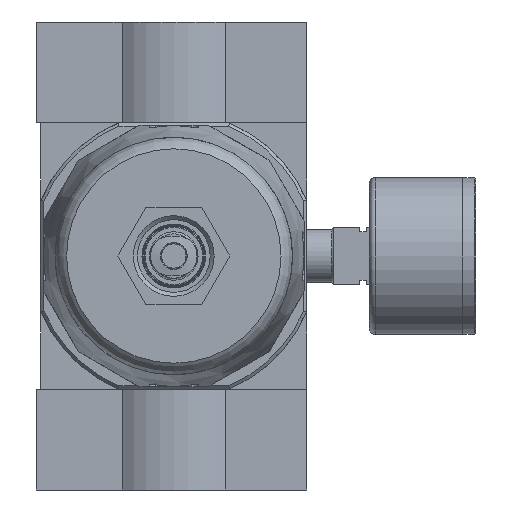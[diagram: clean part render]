
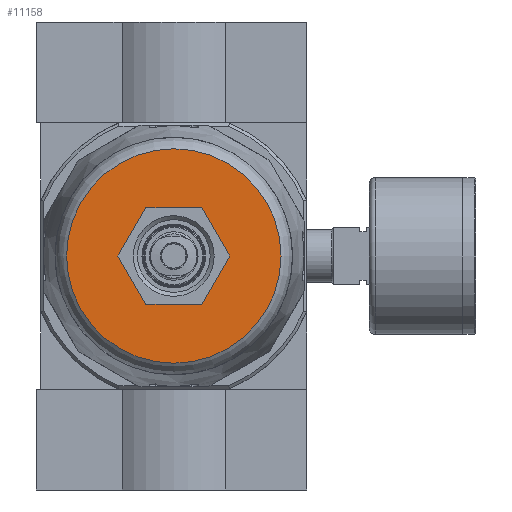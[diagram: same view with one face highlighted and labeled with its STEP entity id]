
A CAD part, front view. The second image highlights one B-rep face of the part: STEP entity #11158.
In plain terms, the highlighted planar face has unit normal (0, -1, 0).
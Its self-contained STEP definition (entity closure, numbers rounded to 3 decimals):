
#771=CIRCLE('',#11905,26.576);
#2447=ORIENTED_EDGE('',*,*,#3978,.T.);
#2448=ORIENTED_EDGE('',*,*,#4127,.T.);
#2449=ORIENTED_EDGE('',*,*,#4142,.T.);
#2450=ORIENTED_EDGE('',*,*,#4139,.T.);
#2451=ORIENTED_EDGE('',*,*,#4136,.T.);
#2452=ORIENTED_EDGE('',*,*,#4133,.T.);
#2453=ORIENTED_EDGE('',*,*,#4130,.T.);
#3978=EDGE_CURVE('',#5037,#5037,#771,.F.);
#4127=EDGE_CURVE('',#5120,#5119,#5779,.T.);
#4130=EDGE_CURVE('',#5122,#5120,#5782,.T.);
#4133=EDGE_CURVE('',#5124,#5122,#5785,.T.);
#4136=EDGE_CURVE('',#5126,#5124,#5788,.T.);
#4139=EDGE_CURVE('',#5128,#5126,#5791,.T.);
#4142=EDGE_CURVE('',#5119,#5128,#5794,.T.);
#5037=VERTEX_POINT('',#16710);
#5119=VERTEX_POINT('',#17214);
#5120=VERTEX_POINT('',#17216);
#5122=VERTEX_POINT('',#17222);
#5124=VERTEX_POINT('',#17228);
#5126=VERTEX_POINT('',#17234);
#5128=VERTEX_POINT('',#17240);
#5779=LINE('',#17215,#6339);
#5782=LINE('',#17221,#6342);
#5785=LINE('',#17227,#6345);
#5788=LINE('',#17233,#6348);
#5791=LINE('',#17239,#6351);
#5794=LINE('',#17244,#6354);
#6339=VECTOR('',#13877,1000.);
#6342=VECTOR('',#13882,1000.);
#6345=VECTOR('',#13887,1000.);
#6348=VECTOR('',#13892,1000.);
#6351=VECTOR('',#13897,1000.);
#6354=VECTOR('',#13902,1000.);
#6966=EDGE_LOOP('',(#2447));
#6967=EDGE_LOOP('',(#2448,#2449,#2450,#2451,#2452,#2453));
#7724=FACE_BOUND('',#6966,.T.);
#7725=FACE_BOUND('',#6967,.T.);
#8284=PLANE('',#12002);
#11158=ADVANCED_FACE('',(#7724,#7725),#8284,.F.);
#11905=AXIS2_PLACEMENT_3D('',#16709,#13621,#13622);
#12002=AXIS2_PLACEMENT_3D('',#17245,#13903,#13904);
#13621=DIRECTION('',(0.,1.,0.));
#13622=DIRECTION('',(0.,0.,1.));
#13877=DIRECTION('',(0.,0.,1.));
#13882=DIRECTION('',(-0.866,0.,0.5));
#13887=DIRECTION('',(-0.866,0.,-0.5));
#13892=DIRECTION('',(0.,0.,-1.));
#13897=DIRECTION('',(0.866,0.,-0.5));
#13902=DIRECTION('',(0.866,0.,0.5));
#13903=DIRECTION('',(0.,1.,0.));
#13904=DIRECTION('',(0.,0.,1.));
#16709=CARTESIAN_POINT('',(0.,-164.,0.));
#16710=CARTESIAN_POINT('',(0.,-164.,26.576));
#17214=CARTESIAN_POINT('',(-12.,-164.,6.928));
#17215=CARTESIAN_POINT('',(-12.,-164.,-6.928));
#17216=CARTESIAN_POINT('',(-12.,-164.,-6.928));
#17221=CARTESIAN_POINT('',(0.,-164.,-13.856));
#17222=CARTESIAN_POINT('',(0.,-164.,-13.856));
#17227=CARTESIAN_POINT('',(12.,-164.,-6.928));
#17228=CARTESIAN_POINT('',(12.,-164.,-6.928));
#17233=CARTESIAN_POINT('',(12.,-164.,6.928));
#17234=CARTESIAN_POINT('',(12.,-164.,6.928));
#17239=CARTESIAN_POINT('',(0.,-164.,13.856));
#17240=CARTESIAN_POINT('',(0.,-164.,13.856));
#17244=CARTESIAN_POINT('',(-12.,-164.,6.928));
#17245=CARTESIAN_POINT('',(0.,-164.,0.));
